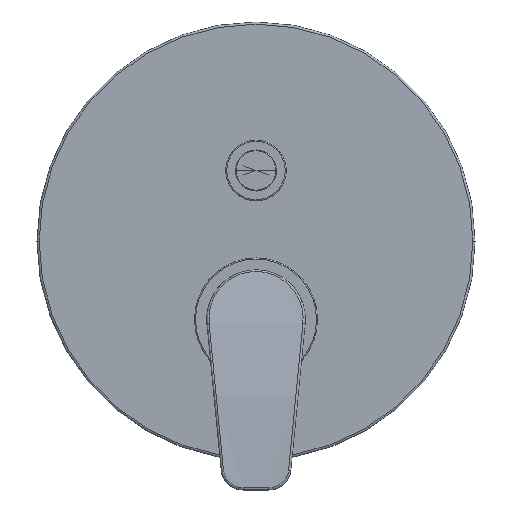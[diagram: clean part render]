
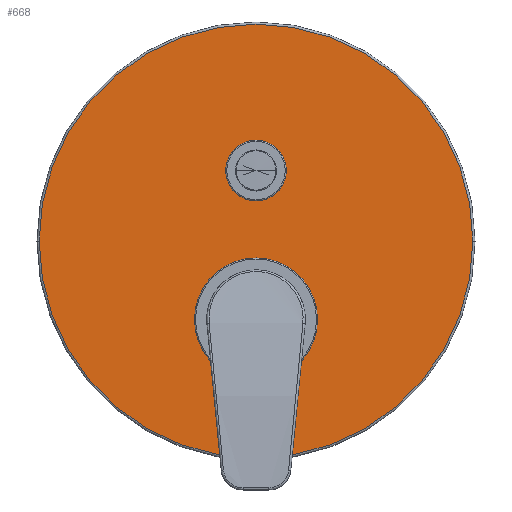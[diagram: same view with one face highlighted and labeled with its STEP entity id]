
A CAD part, top view. The second image highlights one B-rep face of the part: STEP entity #668.
In plain terms, the highlighted planar face has unit normal (0, 0, 1).
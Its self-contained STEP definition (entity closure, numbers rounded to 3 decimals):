
#73=CARTESIAN_POINT('',(0.,68.,45.7));
#74=DIRECTION('',(0.,0.,-1.));
#75=DIRECTION('',(1.,0.,0.));
#76=AXIS2_PLACEMENT_3D('',#73,#74,#75);
#83=CARTESIAN_POINT('',(0.,35.8,45.7));
#84=DIRECTION('',(0.,0.,1.));
#85=DIRECTION('',(1.,0.,0.));
#86=AXIS2_PLACEMENT_3D('',#83,#84,#85);
#88=CARTESIAN_POINT('',(0.,35.8,45.7));
#89=DIRECTION('',(0.,0.,1.));
#90=DIRECTION('',(-1.,0.,0.));
#91=AXIS2_PLACEMENT_3D('',#88,#89,#90);
#131=CARTESIAN_POINT('',(0.,0.,45.7));
#132=DIRECTION('',(0.,0.,-1.));
#133=DIRECTION('',(-1.,0.,0.));
#134=AXIS2_PLACEMENT_3D('',#131,#132,#133);
#141=CARTESIAN_POINT('',(0.,0.,45.7));
#142=DIRECTION('',(0.,0.,-1.));
#143=DIRECTION('',(1.,0.,0.));
#144=AXIS2_PLACEMENT_3D('',#141,#142,#143);
#275=CARTESIAN_POINT('',(0.,68.,45.7));
#276=DIRECTION('',(0.,0.,-1.));
#277=DIRECTION('',(-1.,0.,0.));
#278=AXIS2_PLACEMENT_3D('',#275,#276,#277);
#487=CARTESIAN_POINT('',(99.,35.8,45.7));
#488=CARTESIAN_POINT('',(-99.,35.8,45.7));
#489=VERTEX_POINT('',#487);
#490=VERTEX_POINT('',#488);
#495=CARTESIAN_POINT('',(-27.6,0.,45.7));
#496=CARTESIAN_POINT('',(27.6,0.,45.7));
#497=VERTEX_POINT('',#495);
#498=VERTEX_POINT('',#496);
#499=CARTESIAN_POINT('',(-13.35,68.,45.7));
#500=CARTESIAN_POINT('',(13.35,68.,45.7));
#501=VERTEX_POINT('',#499);
#502=VERTEX_POINT('',#500);
#646=CARTESIAN_POINT('',(0.,35.8,45.7));
#647=DIRECTION('',(0.,0.,-1.));
#648=DIRECTION('',(-1.,0.,0.));
#649=AXIS2_PLACEMENT_3D('',#646,#647,#648);
#650=PLANE('',#649);
#652=ORIENTED_EDGE('',*,*,#651,.F.);
#654=ORIENTED_EDGE('',*,*,#653,.F.);
#655=EDGE_LOOP('',(#652,#654));
#656=FACE_OUTER_BOUND('',#655,.F.);
#658=ORIENTED_EDGE('',*,*,#657,.F.);
#660=ORIENTED_EDGE('',*,*,#659,.F.);
#661=EDGE_LOOP('',(#658,#660));
#662=FACE_BOUND('',#661,.F.);
#664=ORIENTED_EDGE('',*,*,#663,.F.);
#665=ORIENTED_EDGE('',*,*,#629,.F.);
#666=EDGE_LOOP('',(#664,#665));
#667=FACE_BOUND('',#666,.F.);
#668=ADVANCED_FACE('',(#656,#662,#667),#650,.F.);
#77=CIRCLE('',#76,13.35);
#87=CIRCLE('',#86,99.);
#92=CIRCLE('',#91,99.);
#135=CIRCLE('',#134,27.6);
#145=CIRCLE('',#144,27.6);
#279=CIRCLE('',#278,13.35);
#629=EDGE_CURVE('',#502,#501,#77,.T.);
#651=EDGE_CURVE('',#489,#490,#87,.T.);
#653=EDGE_CURVE('',#490,#489,#92,.T.);
#657=EDGE_CURVE('',#497,#498,#135,.T.);
#659=EDGE_CURVE('',#498,#497,#145,.T.);
#663=EDGE_CURVE('',#501,#502,#279,.T.);
